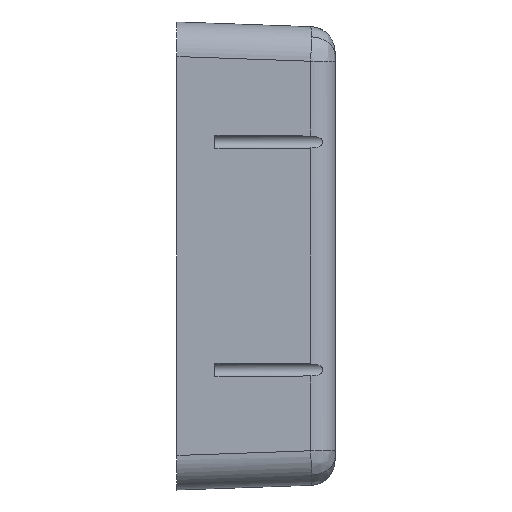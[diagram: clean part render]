
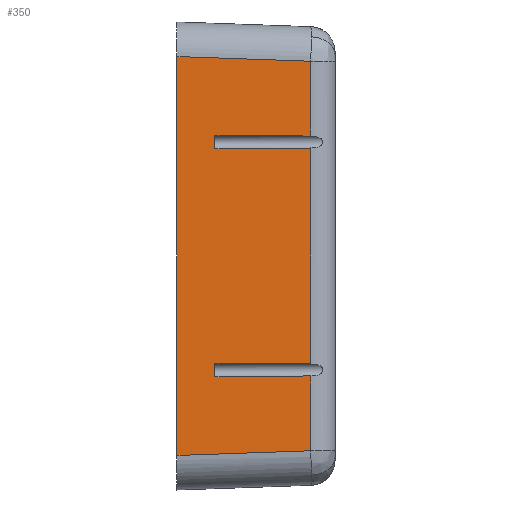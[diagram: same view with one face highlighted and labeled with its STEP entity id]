
A CAD part, left-side view. The second image highlights one B-rep face of the part: STEP entity #350.
In plain terms, the highlighted planar face has unit normal (-0.999, -0.035, 0).
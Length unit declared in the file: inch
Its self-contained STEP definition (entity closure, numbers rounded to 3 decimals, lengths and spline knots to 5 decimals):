
#231 = EDGE_CURVE ( 'NONE', #246, #249, #840, .T. ) ;
#246 = VERTEX_POINT ( 'NONE', #1100 ) ;
#249 = VERTEX_POINT ( 'NONE', #1147 ) ;
#257 = ORIENTED_EDGE ( 'NONE', *, *, #305, .T. ) ;
#300 = ORIENTED_EDGE ( 'NONE', *, *, #460, .T. ) ;
#302 = EDGE_CURVE ( 'NONE', #402, #331, #716, .T. ) ;
#303 = VERTEX_POINT ( 'NONE', #792 ) ;
#304 = EDGE_CURVE ( 'NONE', #461, #347, #794, .T. ) ;
#305 = EDGE_CURVE ( 'NONE', #311, #246, #788, .T. ) ;
#306 = EDGE_CURVE ( 'NONE', #318, #312, #833, .T. ) ;
#310 = ORIENTED_EDGE ( 'NONE', *, *, #313, .T. ) ;
#311 = VERTEX_POINT ( 'NONE', #867 ) ;
#312 = VERTEX_POINT ( 'NONE', #869 ) ;
#313 = EDGE_CURVE ( 'NONE', #312, #311, #889, .T. ) ;
#314 = EDGE_CURVE ( 'NONE', #320, #318, #870, .T. ) ;
#315 = ORIENTED_EDGE ( 'NONE', *, *, #231, .T. ) ;
#317 = ORIENTED_EDGE ( 'NONE', *, *, #314, .T. ) ;
#318 = VERTEX_POINT ( 'NONE', #871 ) ;
#319 = ORIENTED_EDGE ( 'NONE', *, *, #306, .T. ) ;
#320 = VERTEX_POINT ( 'NONE', #890 ) ;
#321 = ORIENTED_EDGE ( 'NONE', *, *, #322, .T. ) ;
#322 = EDGE_CURVE ( 'NONE', #347, #339, #875, .T. ) ;
#329 = ORIENTED_EDGE ( 'NONE', *, *, #304, .T. ) ;
#331 = VERTEX_POINT ( 'NONE', #866 ) ;
#334 = ORIENTED_EDGE ( 'NONE', *, *, #302, .T. ) ;
#335 = ORIENTED_EDGE ( 'NONE', *, *, #401, .T. ) ;
#339 = VERTEX_POINT ( 'NONE', #955 ) ;
#340 = EDGE_CURVE ( 'NONE', #339, #320, #905, .T. ) ;
#347 = VERTEX_POINT ( 'NONE', #979 ) ;
#348 = ORIENTED_EDGE ( 'NONE', *, *, #340, .T. ) ;
#349 = EDGE_LOOP ( 'NONE', ( #321, #348, #317, #319, #310, #257, #315, #335, #334, #300, #403, #329 ) ) ;
#350 = ADVANCED_FACE ( 'NONE', ( #904 ), #912, .T. ) ;
#401 = EDGE_CURVE ( 'NONE', #249, #402, #1875, .T. ) ;
#402 = VERTEX_POINT ( 'NONE', #1882 ) ;
#403 = ORIENTED_EDGE ( 'NONE', *, *, #404, .T. ) ;
#404 = EDGE_CURVE ( 'NONE', #303, #461, #1892, .T. ) ;
#460 = EDGE_CURVE ( 'NONE', #331, #303, #1428, .T. ) ;
#461 = VERTEX_POINT ( 'NONE', #1430 ) ;
#687 = DIRECTION ( 'NONE',  ( 0., 0., -1. ) ) ;
#716 =( BOUNDED_CURVE ( )  B_SPLINE_CURVE ( 3, ( #756, #759, #758, #757 ),
 .UNSPECIFIED., .F., .T. ) 
 B_SPLINE_CURVE_WITH_KNOTS ( ( 4, 4 ),
 ( 4.2009, 4.71239 ),
 .UNSPECIFIED. ) 
 CURVE ( )  GEOMETRIC_REPRESENTATION_ITEM ( )  RATIONAL_B_SPLINE_CURVE ( ( 1., 0.978, 0.978, 1. ) ) 
 REPRESENTATION_ITEM ( '' )  );
#756 = CARTESIAN_POINT ( 'NONE',  ( -5.26838, -1.76152, -1.57848 ) ) ;
#757 = CARTESIAN_POINT ( 'NONE',  ( -5.31244, -0.5, -1.59 ) ) ;
#758 = CARTESIAN_POINT ( 'NONE',  ( -5.29692, -0.94428, -1.59 ) ) ;
#759 = CARTESIAN_POINT ( 'NONE',  ( -5.28191, -1.3741, -1.58608 ) ) ;
#786 = VECTOR ( 'NONE', #687, 39.37008 ) ;
#787 = CARTESIAN_POINT ( 'NONE',  ( -5.3299, 0., 0. ) ) ;
#788 = LINE ( 'NONE', #787, #786 ) ;
#790 = DIRECTION ( 'NONE',  ( 0., 0., 1. ) ) ;
#791 = VECTOR ( 'NONE', #790, 39.37008 ) ;
#792 = CARTESIAN_POINT ( 'NONE',  ( -5.31244, -0.5, -1.41 ) ) ;
#793 = CARTESIAN_POINT ( 'NONE',  ( -5.26838, -1.76152, 0. ) ) ;
#794 = LINE ( 'NONE', #793, #791 ) ;
#820 = DIRECTION ( 'NONE',  ( 0.035, -0.999, 0.035 ) ) ;
#821 = VECTOR ( 'NONE', #820, 39.37008 ) ;
#822 = CARTESIAN_POINT ( 'NONE',  ( -5.29925, -0.87748, -2.59453 ) ) ;
#830 = DIRECTION ( 'NONE',  ( 0., 0., 1. ) ) ;
#831 = VECTOR ( 'NONE', #830, 39.37008 ) ;
#832 = CARTESIAN_POINT ( 'NONE',  ( -5.26838, -1.76152, 0. ) ) ;
#833 = LINE ( 'NONE', #832, #831 ) ;
#840 = LINE ( 'NONE', #822, #821 ) ;
#858 = VECTOR ( 'NONE', #887, 39.37008 ) ;
#859 = CARTESIAN_POINT ( 'NONE',  ( -5.31244, -0.5, 1.41 ) ) ;
#860 = CARTESIAN_POINT ( 'NONE',  ( -5.29692, -0.94428, 1.41 ) ) ;
#861 = CARTESIAN_POINT ( 'NONE',  ( -5.28191, -1.3741, 1.41392 ) ) ;
#866 = CARTESIAN_POINT ( 'NONE',  ( -5.31244, -0.5, -1.59 ) ) ;
#867 = CARTESIAN_POINT ( 'NONE',  ( -5.3299, 0., 2.62517 ) ) ;
#869 = CARTESIAN_POINT ( 'NONE',  ( -5.26838, -1.76152, 2.56366 ) ) ;
#870 =( BOUNDED_CURVE ( )  B_SPLINE_CURVE ( 3, ( #900, #883, #882, #881 ),
 .UNSPECIFIED., .F., .T. ) 
 B_SPLINE_CURVE_WITH_KNOTS ( ( 4, 4 ),
 ( 1.5708, 2.08229 ),
 .UNSPECIFIED. ) 
 CURVE ( )  GEOMETRIC_REPRESENTATION_ITEM ( )  RATIONAL_B_SPLINE_CURVE ( ( 1., 0.978, 0.978, 1. ) ) 
 REPRESENTATION_ITEM ( '' )  );
#871 = CARTESIAN_POINT ( 'NONE',  ( -5.26838, -1.76152, 1.57848 ) ) ;
#875 =( BOUNDED_CURVE ( )  B_SPLINE_CURVE ( 3, ( #898, #861, #860, #859 ),
 .UNSPECIFIED., .F., .T. ) 
 B_SPLINE_CURVE_WITH_KNOTS ( ( 4, 4 ),
 ( 4.2009, 4.71239 ),
 .UNSPECIFIED. ) 
 CURVE ( )  GEOMETRIC_REPRESENTATION_ITEM ( )  RATIONAL_B_SPLINE_CURVE ( ( 1., 0.978, 0.978, 1. ) ) 
 REPRESENTATION_ITEM ( '' )  );
#881 = CARTESIAN_POINT ( 'NONE',  ( -5.26838, -1.76152, 1.57848 ) ) ;
#882 = CARTESIAN_POINT ( 'NONE',  ( -5.28191, -1.3741, 1.58608 ) ) ;
#883 = CARTESIAN_POINT ( 'NONE',  ( -5.29692, -0.94428, 1.59 ) ) ;
#887 = DIRECTION ( 'NONE',  ( -0.035, 0.999, 0.035 ) ) ;
#888 = CARTESIAN_POINT ( 'NONE',  ( -5.26838, -1.76152, 2.56366 ) ) ;
#889 = LINE ( 'NONE', #888, #858 ) ;
#890 = CARTESIAN_POINT ( 'NONE',  ( -5.31244, -0.5, 1.59 ) ) ;
#898 = CARTESIAN_POINT ( 'NONE',  ( -5.26838, -1.76152, 1.42152 ) ) ;
#900 = CARTESIAN_POINT ( 'NONE',  ( -5.31244, -0.5, 1.59 ) ) ;
#903 = CARTESIAN_POINT ( 'NONE',  ( -5.31244, -0.5, 0. ) ) ;
#904 = FACE_OUTER_BOUND ( 'NONE', #349, .T. ) ;
#905 = LINE ( 'NONE', #903, #952 ) ;
#911 = DIRECTION ( 'NONE',  ( 0.035, -0.999, 0. ) ) ;
#912 = PLANE ( 'NONE',  #915 ) ;
#915 = AXIS2_PLACEMENT_3D ( 'NONE', #958, #957, #911 ) ;
#937 = DIRECTION ( 'NONE',  ( 0., 0., 1. ) ) ;
#952 = VECTOR ( 'NONE', #937, 39.37008 ) ;
#955 = CARTESIAN_POINT ( 'NONE',  ( -5.31244, -0.5, 1.41 ) ) ;
#957 = DIRECTION ( 'NONE',  ( -0.999, -0.035, 0. ) ) ;
#958 = CARTESIAN_POINT ( 'NONE',  ( -5.3299, 0., -2.65668 ) ) ;
#979 = CARTESIAN_POINT ( 'NONE',  ( -5.26838, -1.76152, 1.42152 ) ) ;
#1100 = CARTESIAN_POINT ( 'NONE',  ( -5.3299, 0., -2.62517 ) ) ;
#1147 = CARTESIAN_POINT ( 'NONE',  ( -5.26838, -1.76152, -2.56366 ) ) ;
#1425 = DIRECTION ( 'NONE',  ( 0., 0., 1. ) ) ;
#1426 = VECTOR ( 'NONE', #1425, 39.37008 ) ;
#1427 = CARTESIAN_POINT ( 'NONE',  ( -5.31244, -0.5, 0. ) ) ;
#1428 = LINE ( 'NONE', #1427, #1426 ) ;
#1430 = CARTESIAN_POINT ( 'NONE',  ( -5.26838, -1.76152, -1.42152 ) ) ;
#1852 = DIRECTION ( 'NONE',  ( 0., 0., 1. ) ) ;
#1873 = VECTOR ( 'NONE', #1852, 39.37008 ) ;
#1874 = CARTESIAN_POINT ( 'NONE',  ( -5.26838, -1.76152, 0. ) ) ;
#1875 = LINE ( 'NONE', #1874, #1873 ) ;
#1882 = CARTESIAN_POINT ( 'NONE',  ( -5.26838, -1.76152, -1.57848 ) ) ;
#1883 = CARTESIAN_POINT ( 'NONE',  ( -5.26838, -1.76152, -1.42152 ) ) ;
#1884 = CARTESIAN_POINT ( 'NONE',  ( -5.28191, -1.3741, -1.41392 ) ) ;
#1890 = CARTESIAN_POINT ( 'NONE',  ( -5.29692, -0.94428, -1.41 ) ) ;
#1891 = CARTESIAN_POINT ( 'NONE',  ( -5.31244, -0.5, -1.41 ) ) ;
#1892 =( BOUNDED_CURVE ( )  B_SPLINE_CURVE ( 3, ( #1891, #1890, #1884, #1883 ),
 .UNSPECIFIED., .F., .T. ) 
 B_SPLINE_CURVE_WITH_KNOTS ( ( 4, 4 ),
 ( 1.5708, 2.08229 ),
 .UNSPECIFIED. ) 
 CURVE ( )  GEOMETRIC_REPRESENTATION_ITEM ( )  RATIONAL_B_SPLINE_CURVE ( ( 1., 0.978, 0.978, 1. ) ) 
 REPRESENTATION_ITEM ( '' )  );
